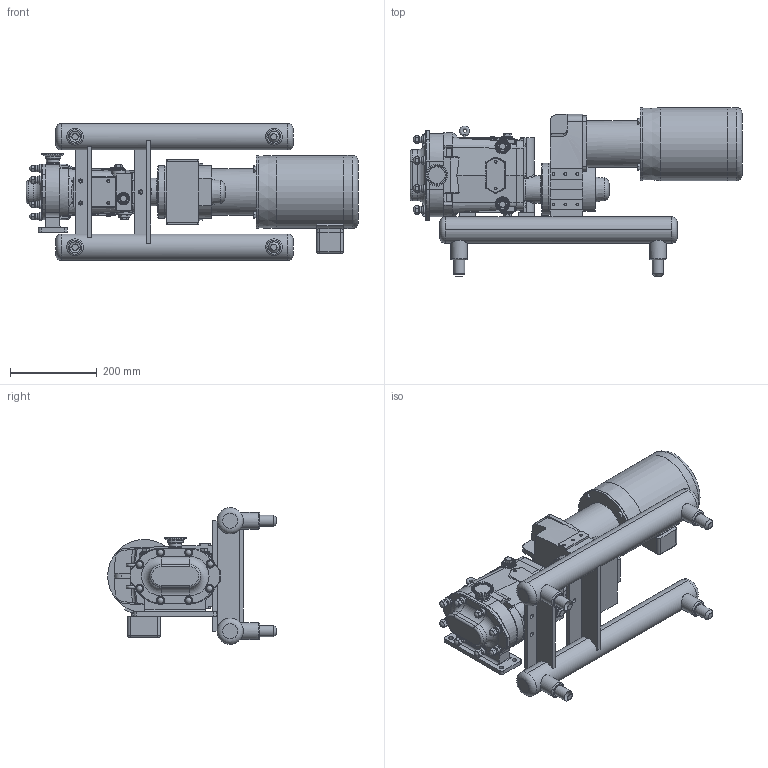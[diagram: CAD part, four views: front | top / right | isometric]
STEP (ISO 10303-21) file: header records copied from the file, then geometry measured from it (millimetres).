
FILE_DESCRIPTION(/* description */ (''),/* implementation_level */ '2;1');
FILE_NAME(/* name */ 'U1_014U1_56C_(1.44 x 4.94)x1.5_S-Line_0.5HP_LH_SM.stp',/* time_stamp */ '2021-05-24T16:18:14+06:00',/* author */ ('trtmhr'),/* organization */ (''),/* preprocessor_version */ 'ST-DEVELOPER v18.1',/* originating_system */ 'Autodesk Inventor 2020',/* authorisation */ '');
FILE_SCHEMA (('AUTOMOTIVE_DESIGN { 1 0 10303 214 3 1 1 }'));
Length unit declared in the file: inch
Products named in the file (1): U1_024U1_56C_(1.75 x 5.13)x1.5_S-Line_0.5HP_LH_SM
Bounding box: 763.42 x 387.91 x 314.32 mm (x, y, z)
Volume: 17777399.9 mm3; surface area: 959124.4 mm2
Topology: 5 solids, 5 shells, 1125 faces, 2969 edges, 1930 vertices
Faces by surface type: plane 531, cylinder 330, bspline 108, torus 89, cone 55, sphere 12
Full cylindrical faces by diameter (mm): 6.35 x12, 6.528 x4, 7.62 x2, 7.798 x1, 9.525 x3, 10.312 x4, 14.275 x8, 15.24 x1, 19.05 x8, 23.876 x3, 25.4 x11, 29.21 x2, 29.362 x2, 30.378 x1, 31.75 x3, 35.052 x2, 35.712 x1, 38.1 x5, 50.495 x1, 63.5 x1, 107.01 x1, 119.888 x1, 119.99 x1, 167.945 x1, 167.97 x1, 167.996 x1
Entity records: 38288 total; most frequent: CARTESIAN_POINT 10222, ORIENTED_EDGE 5916, DIRECTION 5836, EDGE_CURVE 2958, AXIS2_PLACEMENT_3D 2197, VERTEX_POINT 1930, LINE 1442, VECTOR 1442
